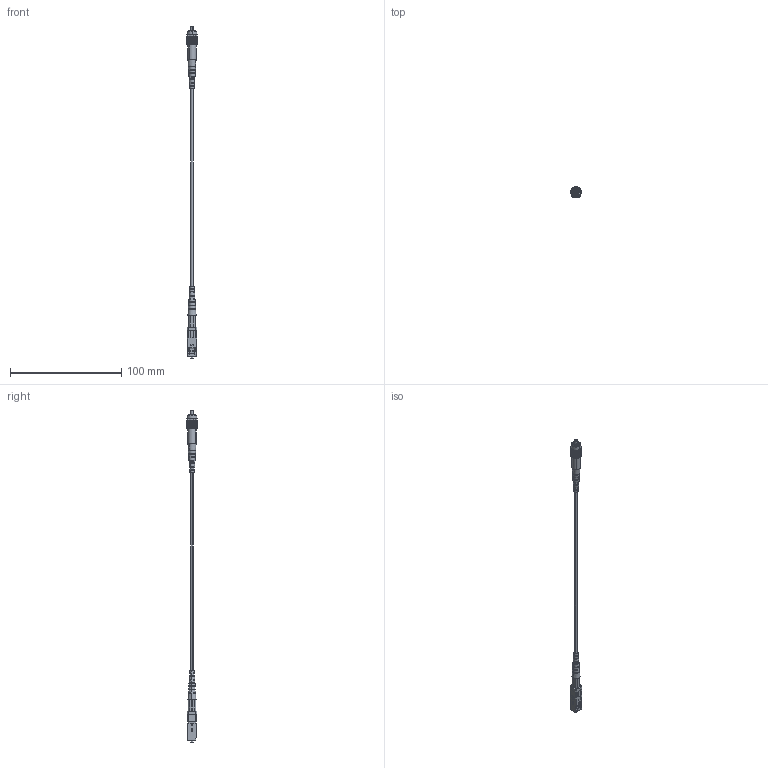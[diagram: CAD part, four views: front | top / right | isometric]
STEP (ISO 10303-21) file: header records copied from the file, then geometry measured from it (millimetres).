
FILE_DESCRIPTION (( 'STEP AP203' ), '1' );
FILE_NAME ('FCA-S2SR-FCASCU_3D.STEP', '2021-10-04T20:21:22', ( '' ), ( '' ), 'SwSTEP 2.0', 'SolidWorks 2021', '' );
FILE_SCHEMA (( 'CONFIG_CONTROL_DESIGN' ));
Length unit declared in the file: inch
Products named in the file (11): 1AF01-002-MA1^1AF01-002_FCA-S2SR-FCASCU; 1AF01-002^FCA-S2SR-FCASCU; 1AF04-005-MA4^1AF04-005(2)_1AF04-005_FCA-S2SR-FCASCU; FCA-S2SR-FCASCU_3D; 1AF04-005-MA1^1AF04-005(2)_1AF04-005_FCA-S2SR-FCASCU; 1AF04-005-MA3^1AF04-005(2)_1AF04-005_FCA-S2SR-FCASCU; Fiber Coax^FCA-S2SR-FCASCU; 1AF01-002-MA2^1AF01-002_FCA-S2SR-FCASCU; 1AF04-005(2)^1AF04-005_FCA-S2SR-FCASCU; 1AF04-005^FCA-S2SR-FCASCU; 1AF04-005-MA2^1AF04-005(2)_1AF04-005_FCA-S2SR-FCASCU
Assembly tree (10 placements, depth 4):
  FCA-S2SR-FCASCU_3D
    Fiber Coax^FCA-S2SR-FCASCU
    1AF01-002^FCA-S2SR-FCASCU
      1AF01-002-MA1^1AF01-002_FCA-S2SR-FCASCU
      1AF01-002-MA2^1AF01-002_FCA-S2SR-FCASCU
    1AF04-005^FCA-S2SR-FCASCU
      1AF04-005(2)^1AF04-005_FCA-S2SR-FCASCU
        1AF04-005-MA2^1AF04-005(2)_1AF04-005_FCA-S2SR-FCASCU
        1AF04-005-MA1^1AF04-005(2)_1AF04-005_FCA-S2SR-FCASCU
        1AF04-005-MA4^1AF04-005(2)_1AF04-005_FCA-S2SR-FCASCU
        1AF04-005-MA3^1AF04-005(2)_1AF04-005_FCA-S2SR-FCASCU
Bounding box: 9.52 x 9.52 x 298.3 mm (x, y, z)
Volume: 3489.5 mm3; surface area: 7646 mm2
Topology: 7 solids, 7 shells, 655 faces, 1937 edges, 1282 vertices
Faces by surface type: plane 525, cylinder 116, cone 12, torus 2
Entity records: 23704 total; most frequent: CARTESIAN_POINT 4682, ORIENTED_EDGE 3874, DIRECTION 3589, EDGE_CURVE 1937, LINE 1391, VECTOR 1391, VERTEX_POINT 1282, AXIS2_PLACEMENT_3D 1099
